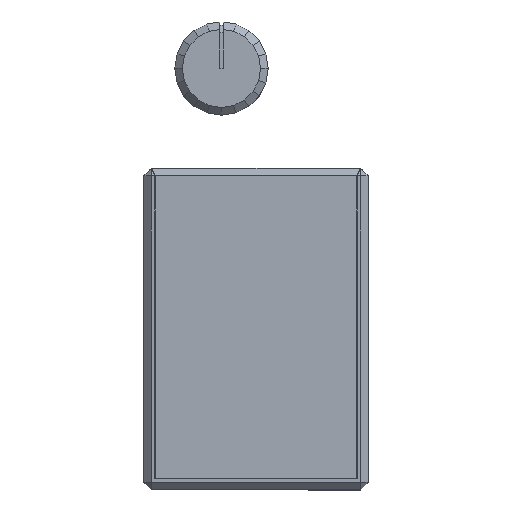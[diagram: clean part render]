
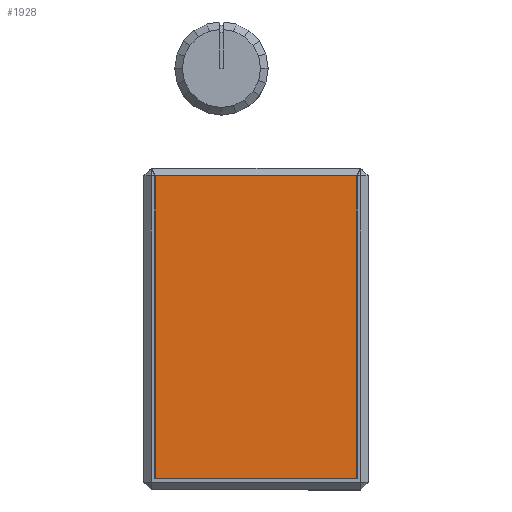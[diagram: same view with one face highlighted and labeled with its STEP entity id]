
A CAD part, top view. The second image highlights one B-rep face of the part: STEP entity #1928.
In plain terms, the highlighted face is planar.
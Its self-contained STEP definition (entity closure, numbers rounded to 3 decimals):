
#167=FACE_OUTER_BOUND('',#284,.T.);
#284=EDGE_LOOP('',(#1699,#1700,#1701,#1702));
#525=LINE('',#3155,#771);
#526=LINE('',#3158,#772);
#529=LINE('',#3164,#775);
#530=LINE('',#3165,#776);
#771=VECTOR('',#2616,10.);
#772=VECTOR('',#2619,10.);
#775=VECTOR('',#2624,10.);
#776=VECTOR('',#2625,10.);
#933=VERTEX_POINT('',#3151);
#934=VERTEX_POINT('',#3153);
#935=VERTEX_POINT('',#3157);
#937=VERTEX_POINT('',#3163);
#1190=EDGE_CURVE('',#934,#933,#525,.T.);
#1191=EDGE_CURVE('',#935,#933,#526,.T.);
#1194=EDGE_CURVE('',#937,#934,#529,.T.);
#1195=EDGE_CURVE('',#937,#935,#530,.T.);
#1699=ORIENTED_EDGE('',*,*,#1190,.F.);
#1700=ORIENTED_EDGE('',*,*,#1194,.F.);
#1701=ORIENTED_EDGE('',*,*,#1195,.T.);
#1702=ORIENTED_EDGE('',*,*,#1191,.T.);
#1819=PLANE('',#2128);
#1928=ADVANCED_FACE('',(#167),#1819,.T.);
#2128=AXIS2_PLACEMENT_3D('',#3162,#2622,#2623);
#2616=DIRECTION('',(1.,0.,0.));
#2619=DIRECTION('',(0.,0.,1.));
#2622=DIRECTION('center_axis',(0.,-1.,0.));
#2623=DIRECTION('ref_axis',(1.,0.,0.));
#2624=DIRECTION('',(0.,0.,1.));
#2625=DIRECTION('',(1.,0.,0.));
#3151=CARTESIAN_POINT('',(54.,0.,81.));
#3153=CARTESIAN_POINT('',(0.,0.,81.));
#3155=CARTESIAN_POINT('',(13.5,0.,81.));
#3157=CARTESIAN_POINT('',(54.,0.,0.));
#3158=CARTESIAN_POINT('',(54.,0.,0.));
#3162=CARTESIAN_POINT('Origin',(0.,0.,0.));
#3163=CARTESIAN_POINT('',(0.,0.,0.));
#3164=CARTESIAN_POINT('',(0.,0.,0.));
#3165=CARTESIAN_POINT('',(0.,0.,0.));
